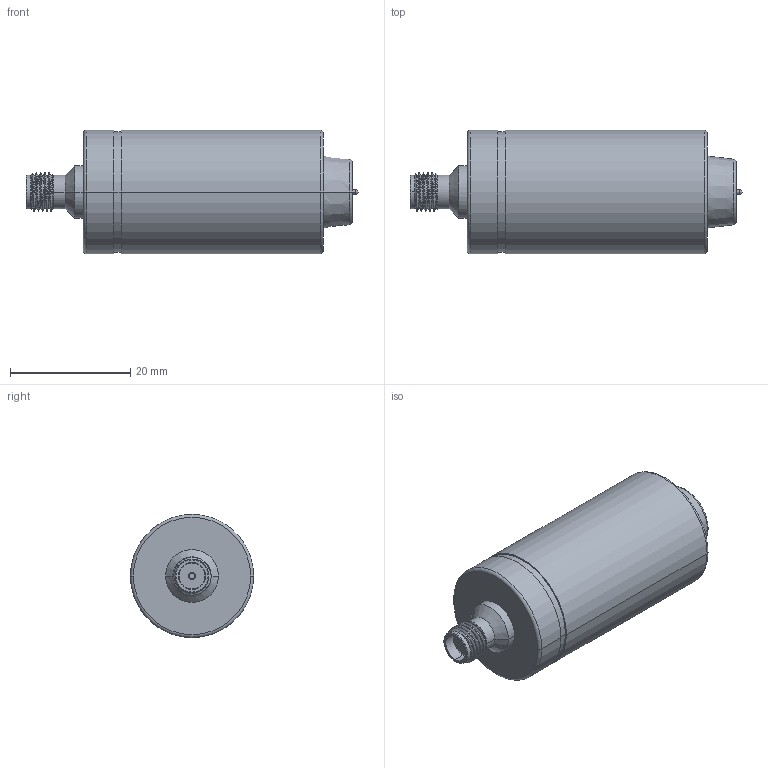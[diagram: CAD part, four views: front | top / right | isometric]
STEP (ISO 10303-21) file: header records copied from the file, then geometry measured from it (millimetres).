
FILE_DESCRIPTION (( 'STEP AP203' ), '1' );
FILE_NAME ('FMMP1005.step', '2019-03-05T16:58:08', ( '' ), ( '' ), 'SwSTEP 2.0', 'SolidWorks 2017', '' );
FILE_SCHEMA (( 'CONFIG_CONTROL_DESIGN' ));
Length unit declared in the file: inch
Products named in the file (1): FMMP1005
Bounding box: 55.16 x 20.5 x 20.5 mm (x, y, z)
Volume: 13523.6 mm3; surface area: 3918.2 mm2
Topology: 1 solids, 2 shells, 105 faces, 270 edges, 174 vertices
Faces by surface type: cylinder 54, cone 20, plane 11, bspline 10, torus 10
Entity records: 6502 total; most frequent: CARTESIAN_POINT 4086, ORIENTED_EDGE 532, DIRECTION 454, EDGE_CURVE 266, AXIS2_PLACEMENT_3D 192, VERTEX_POINT 174, EDGE_LOOP 114, FACE_OUTER_BOUND 105
